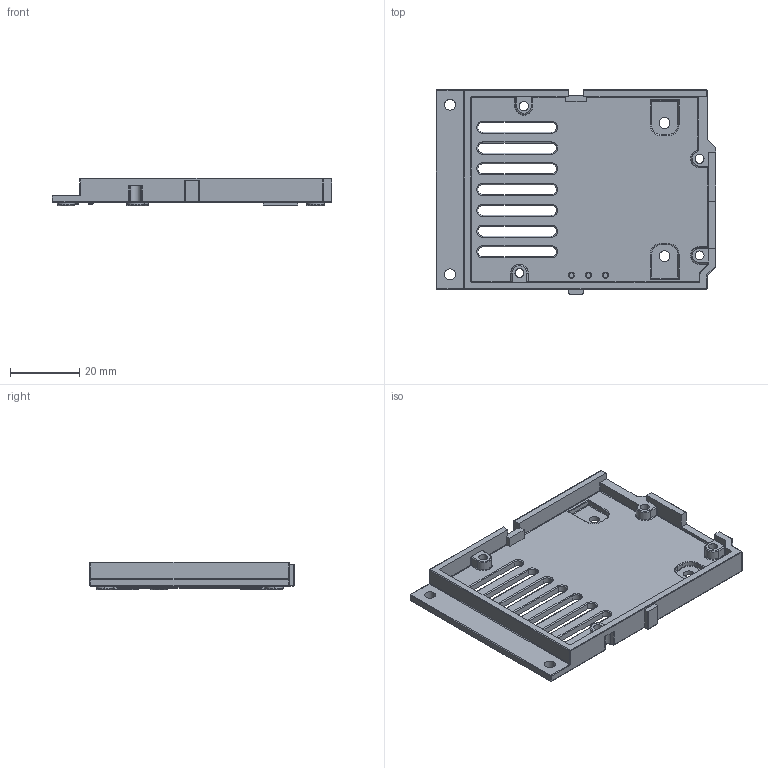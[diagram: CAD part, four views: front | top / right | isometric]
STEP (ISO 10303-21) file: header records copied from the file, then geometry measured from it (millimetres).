
FILE_DESCRIPTION(('CATIA V5 STEP Exchange'),'2;1');
FILE_NAME('Arduino UNO Rev3_drzak original.stp','2020-06-04T17:51:42+00:00',('none'),('none'),'CATIA Version 5 Release 19 SP 9 (IN-10)','CATIA V5 STEP AP214','none');
FILE_SCHEMA(('AUTOMOTIVE_DESIGN { 1 0 10303 214 1 1 1 1 }'));
Length unit declared in the file: millimetre
Products named in the file (1): Arduino UNO Rev3_drzak original
Bounding box: 80.8 x 59 x 8 mm (x, y, z)
Volume: 10651.2 mm3; surface area: 12459.1 mm2
Topology: 1 solids, 1 shells, 1406 faces, 3895 edges, 2487 vertices
Faces by surface type: plane 1049, cylinder 233, torus 86, sphere 35, bspline 3
Entity records: 43959 total; most frequent: CARTESIAN_POINT 8822, ORIENTED_EDGE 7722, DIRECTION 6418, EDGE_CURVE 3861, VECTOR 3273, LINE 3273, VERTEX_POINT 2487, AXIS2_PLACEMENT_3D 1840
